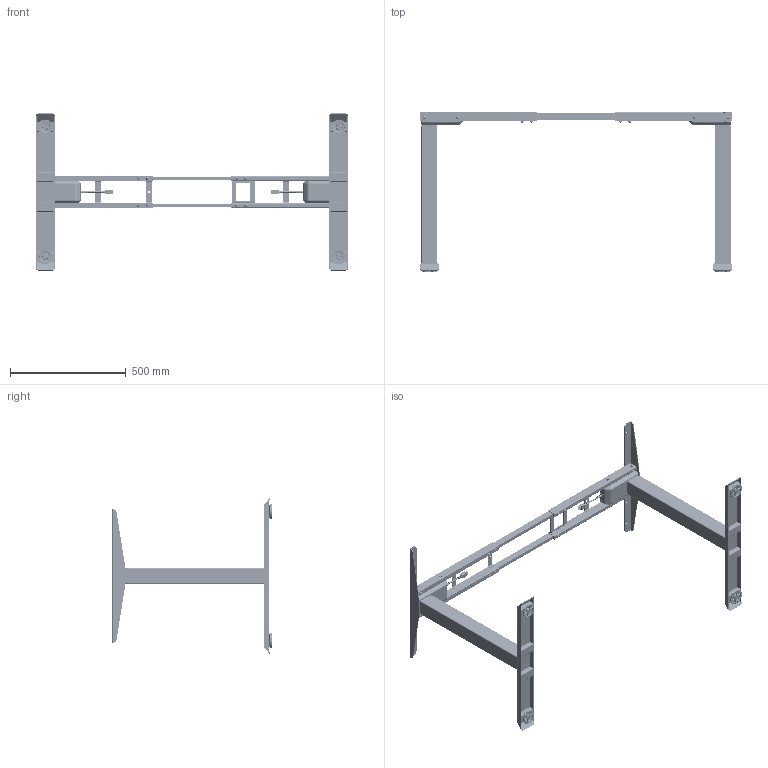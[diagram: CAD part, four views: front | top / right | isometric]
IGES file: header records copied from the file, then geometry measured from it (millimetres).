
Start section: SolidWorks IGES file using analytic representation for surfaces
Global section: file name: DS2.471.2.igs; native system: SolidWorks 2020; preprocessor: SolidWorks 2020; author: JUWi; date: 210308.110428; units: millimetre
Bounding box: 1350 x 690 x 679.7 mm (x, y, z)
Surface area: 3064561.4 mm2 (no closed solid volume)
Topology: 0 solids, 0 shells, 11316 faces, 96832 edges, 96830 vertices
Faces by surface type: bspline 7588, revolution 3728
